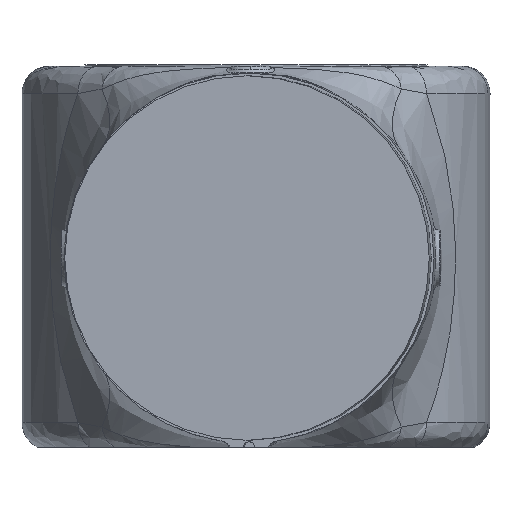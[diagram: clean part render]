
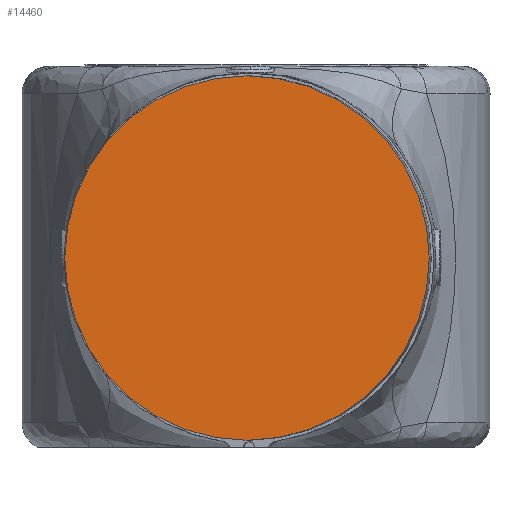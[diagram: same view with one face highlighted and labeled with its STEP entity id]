
A CAD part, front view. The second image highlights one B-rep face of the part: STEP entity #14460.
In plain terms, the highlighted planar face has unit normal (-0.018, -1, 0).
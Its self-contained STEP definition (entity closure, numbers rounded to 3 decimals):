
#376 = EDGE_LOOP ( 'NONE', ( #26369, #14136 ) ) ;
#1214 = CIRCLE ( 'NONE', #2511, 66.5 ) ;
#2264 = AXIS2_PLACEMENT_3D ( 'NONE', #4760, #21237, #2724 ) ;
#2511 = AXIS2_PLACEMENT_3D ( 'NONE', #13254, #25274, #17047 ) ;
#2724 = DIRECTION ( 'NONE',  ( -1., 0.017, 0. ) ) ;
#2980 = VERTEX_POINT ( 'NONE', #16333 ) ;
#3255 = CARTESIAN_POINT ( 'NONE',  ( 11696.587, -184.162, 0. ) ) ;
#4760 = CARTESIAN_POINT ( 'NONE',  ( 11743.002, -184.972, 0. ) ) ;
#5596 = FACE_OUTER_BOUND ( 'NONE', #376, .T. ) ;
#6014 = VERTEX_POINT ( 'NONE', #24726 ) ;
#10204 = EDGE_CURVE ( 'NONE', #2980, #6014, #17510, .T. ) ;
#13254 = CARTESIAN_POINT ( 'NONE',  ( 11743.002, -184.972, 0. ) ) ;
#14136 = ORIENTED_EDGE ( 'NONE', *, *, #25650, .F. ) ;
#14460 = ADVANCED_FACE ( 'NONE', ( #5596 ), #17854, .F. ) ;
#14471 = AXIS2_PLACEMENT_3D ( 'NONE', #3255, #18258, #26635 ) ;
#16333 = CARTESIAN_POINT ( 'NONE',  ( 11676.513, -183.811, 0. ) ) ;
#17047 = DIRECTION ( 'NONE',  ( -1., 0.017, 0. ) ) ;
#17510 = CIRCLE ( 'NONE', #2264, 66.5 ) ;
#17854 = PLANE ( 'NONE',  #14471 ) ;
#18258 = DIRECTION ( 'NONE',  ( 0.017, 1., 0. ) ) ;
#21237 = DIRECTION ( 'NONE',  ( 0.017, 1., 0. ) ) ;
#24726 = CARTESIAN_POINT ( 'NONE',  ( 11809.492, -186.132, 0. ) ) ;
#25274 = DIRECTION ( 'NONE',  ( 0.017, 1., 0. ) ) ;
#25650 = EDGE_CURVE ( 'NONE', #6014, #2980, #1214, .T. ) ;
#26369 = ORIENTED_EDGE ( 'NONE', *, *, #10204, .F. ) ;
#26635 = DIRECTION ( 'NONE',  ( -1., 0.017, 0. ) ) ;
